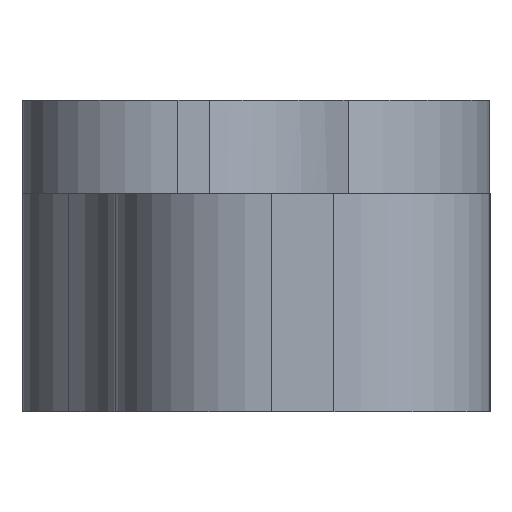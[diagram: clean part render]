
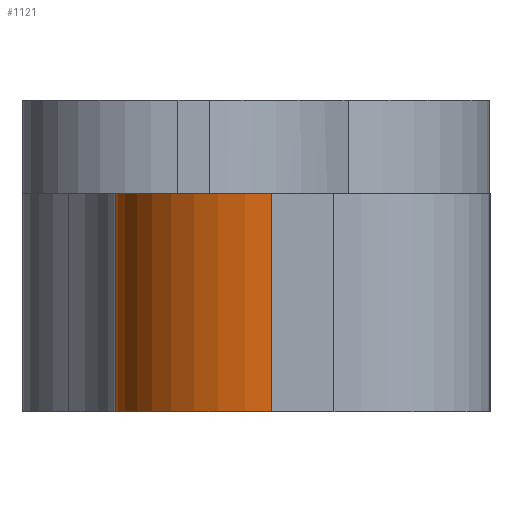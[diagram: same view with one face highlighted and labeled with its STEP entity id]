
A CAD part, left-side view. The second image highlights one B-rep face of the part: STEP entity #1121.
In plain terms, the highlighted cylindrical face has radius 5 mm (diameter 10 mm), a partial arc.
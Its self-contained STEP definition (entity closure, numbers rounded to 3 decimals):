
#31=CYLINDRICAL_SURFACE('',#1225,5.);
#68=CIRCLE('',#1199,5.);
#80=CIRCLE('',#1213,5.);
#129=FACE_OUTER_BOUND('',#195,.T.);
#195=EDGE_LOOP('',(#961,#962,#963,#964));
#313=LINE('',#1861,#431);
#314=LINE('',#1862,#432);
#431=VECTOR('',#1521,10.);
#432=VECTOR('',#1522,10.);
#518=VERTEX_POINT('',#1779);
#519=VERTEX_POINT('',#1781);
#537=VERTEX_POINT('',#1821);
#538=VERTEX_POINT('',#1823);
#655=EDGE_CURVE('',#519,#518,#68,.T.);
#676=EDGE_CURVE('',#538,#537,#80,.T.);
#695=EDGE_CURVE('',#518,#538,#313,.T.);
#696=EDGE_CURVE('',#537,#519,#314,.T.);
#961=ORIENTED_EDGE('',*,*,#655,.T.);
#962=ORIENTED_EDGE('',*,*,#695,.T.);
#963=ORIENTED_EDGE('',*,*,#676,.T.);
#964=ORIENTED_EDGE('',*,*,#696,.T.);
#1121=ADVANCED_FACE('',(#129),#31,.T.);
#1199=AXIS2_PLACEMENT_3D('',#1782,#1442,#1443);
#1213=AXIS2_PLACEMENT_3D('',#1824,#1479,#1480);
#1225=AXIS2_PLACEMENT_3D('',#1860,#1519,#1520);
#1442=DIRECTION('center_axis',(0.,0.,-1.));
#1443=DIRECTION('ref_axis',(-0.707,0.707,0.));
#1479=DIRECTION('center_axis',(0.,0.,1.));
#1480=DIRECTION('ref_axis',(-0.707,0.707,0.));
#1519=DIRECTION('center_axis',(0.,0.,1.));
#1520=DIRECTION('ref_axis',(-0.707,0.707,0.));
#1521=DIRECTION('',(0.,0.,-1.));
#1522=DIRECTION('',(0.,0.,1.));
#1779=CARTESIAN_POINT('',(-26.,4.5,7.));
#1781=CARTESIAN_POINT('',(-31.,-0.5,7.));
#1782=CARTESIAN_POINT('Origin',(-26.,-0.5,7.));
#1821=CARTESIAN_POINT('',(-31.,-0.5,0.));
#1823=CARTESIAN_POINT('',(-26.,4.5,0.));
#1824=CARTESIAN_POINT('Origin',(-26.,-0.5,0.));
#1860=CARTESIAN_POINT('Origin',(-26.,-0.5,0.));
#1861=CARTESIAN_POINT('',(-26.,4.5,0.));
#1862=CARTESIAN_POINT('',(-31.,-0.5,0.));
